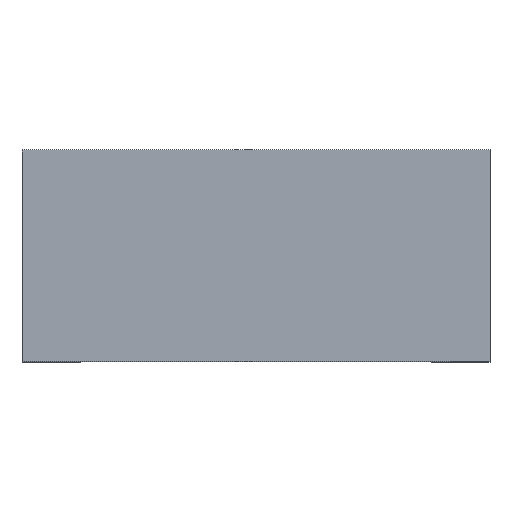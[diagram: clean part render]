
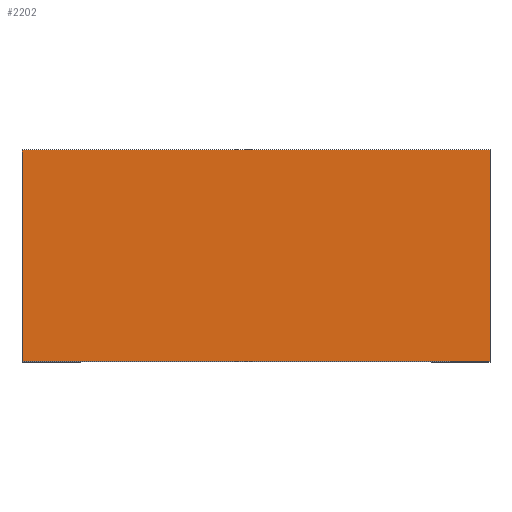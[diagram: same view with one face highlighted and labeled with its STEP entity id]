
A CAD part, top view. The second image highlights one B-rep face of the part: STEP entity #2202.
In plain terms, the highlighted planar face has unit normal (0, 0, 1).
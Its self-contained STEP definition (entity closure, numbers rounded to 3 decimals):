
#233=LINE('',#3718,#370);
#234=LINE('',#3721,#371);
#235=LINE('',#3723,#372);
#236=LINE('',#3725,#373);
#370=VECTOR('',#2591,1000.);
#371=VECTOR('',#2592,1000.);
#372=VECTOR('',#2593,1000.);
#373=VECTOR('',#2594,1000.);
#456=PLANE('',#2296);
#797=ORIENTED_EDGE('',*,*,#1115,.T.);
#798=ORIENTED_EDGE('',*,*,#1116,.F.);
#799=ORIENTED_EDGE('',*,*,#1117,.F.);
#800=ORIENTED_EDGE('',*,*,#1118,.T.);
#1115=EDGE_CURVE('',#1274,#1275,#233,.T.);
#1116=EDGE_CURVE('',#1276,#1275,#234,.T.);
#1117=EDGE_CURVE('',#1277,#1276,#235,.T.);
#1118=EDGE_CURVE('',#1277,#1274,#236,.T.);
#1274=VERTEX_POINT('',#3719);
#1275=VERTEX_POINT('',#3720);
#1276=VERTEX_POINT('',#3722);
#1277=VERTEX_POINT('',#3724);
#1378=EDGE_LOOP('',(#797,#798,#799,#800));
#1483=FACE_BOUND('',#1378,.T.);
#2202=ADVANCED_FACE('',(#1483),#456,.F.);
#2296=AXIS2_PLACEMENT_3D('',#3717,#2589,#2590);
#2589=DIRECTION('',(0.,0.,-1.));
#2590=DIRECTION('',(-1.,0.,0.));
#2591=DIRECTION('',(-1.,0.,0.));
#2592=DIRECTION('',(0.,1.,0.));
#2593=DIRECTION('',(-1.,0.,0.));
#2594=DIRECTION('',(0.,1.,0.));
#3717=CARTESIAN_POINT('',(15.5,-7.,12.35));
#3718=CARTESIAN_POINT('',(15.5,7.,12.35));
#3719=CARTESIAN_POINT('',(15.5,7.,12.35));
#3720=CARTESIAN_POINT('',(-15.5,7.,12.35));
#3721=CARTESIAN_POINT('',(-15.5,-7.,12.35));
#3722=CARTESIAN_POINT('',(-15.5,-7.,12.35));
#3723=CARTESIAN_POINT('',(15.5,-7.,12.35));
#3724=CARTESIAN_POINT('',(15.5,-7.,12.35));
#3725=CARTESIAN_POINT('',(15.5,-7.,12.35));
